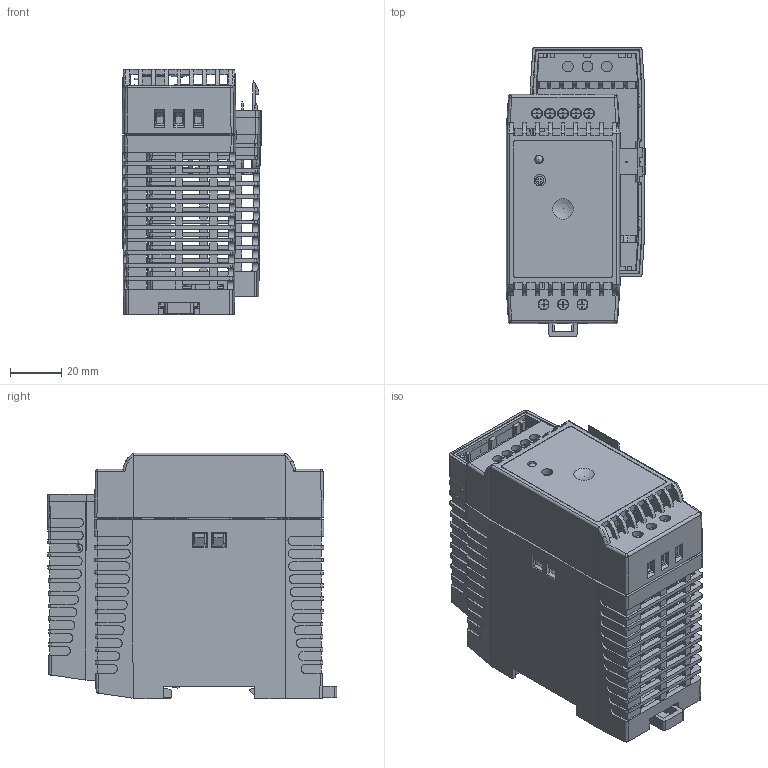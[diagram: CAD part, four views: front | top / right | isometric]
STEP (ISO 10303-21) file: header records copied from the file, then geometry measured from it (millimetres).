
FILE_DESCRIPTION( ( 'Unknown' ), '1' );
FILE_NAME( 'TPC050-124.stp', 'Unknown', ( 'Unknown' ), ( 'Unknown' ), 'PSStep 13.0', 'Unknown', ' ' );
FILE_SCHEMA( ( 'AUTOMOTIVE_DESIGN { 1 0 10303 214 1 1 1 1 }' ) );
Length unit declared in the file: millimetre
Products named in the file (9): Assem1; 24600292-CHASSIS; 24600293-HOOD; 24300193-LATCH; 23500408_23500406-CONNECTOR; 23500404-CONNECTOR; 23500275-CONNECTOR; 22200006-POT; 21500012-LED
Bounding box: 54.63 x 112.86 x 96.01 mm (x, y, z)
Volume: 53300.5 mm3; surface area: 138841.5 mm2
Topology: 14 solids, 1632 shells, 3094 faces, 15246 edges, 13812 vertices
Faces by surface type: plane 2666, cylinder 394, sphere 18, revolution 16
Full cylindrical faces by diameter (mm): 0.51 x6, 1 x8, 2.9 x2, 3.15 x2, 3.4 x2, 3.8 x10, 4 x6, 4.2 x16, 4.4 x2, 4.8 x2, 5.8 x2
Entity records: 89426 total; most frequent: CARTESIAN_POINT 19084, DIRECTION 10908, ORIENTED_EDGE 9589, EDGE_CURVE 7570, VERTEX_POINT 6887, LINE 6848, VECTOR 6848, AXIS2_PLACEMENT_3D 2026
